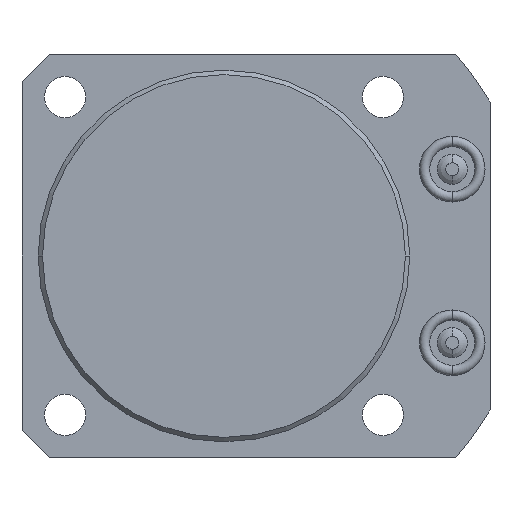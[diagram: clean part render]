
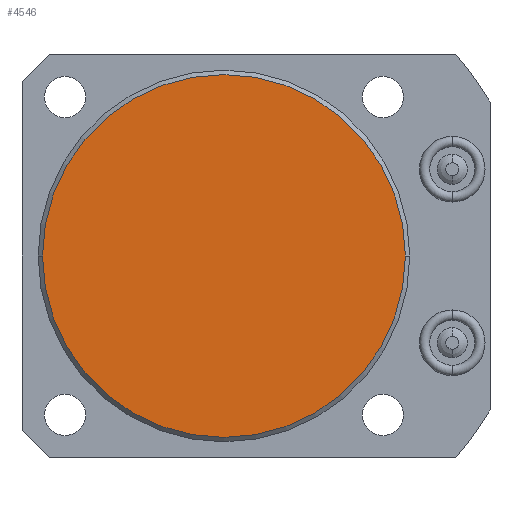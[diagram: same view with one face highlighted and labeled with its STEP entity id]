
A CAD part, front view. The second image highlights one B-rep face of the part: STEP entity #4546.
In plain terms, the highlighted planar face has unit normal (0, -1, 0).
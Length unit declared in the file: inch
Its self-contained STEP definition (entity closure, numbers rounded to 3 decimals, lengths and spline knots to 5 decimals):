
#216=CARTESIAN_POINT('',(0.,-2.5,0.));
#217=DIRECTION('',(0.,-1.,0.));
#218=DIRECTION('',(1.,0.,0.));
#219=AXIS2_PLACEMENT_3D('',#216,#217,#218);
#226=CARTESIAN_POINT('',(0.,-2.5,0.));
#227=DIRECTION('',(0.,-1.,0.));
#228=DIRECTION('',(-1.,0.,0.));
#229=AXIS2_PLACEMENT_3D('',#226,#227,#228);
#3701=CARTESIAN_POINT('',(1.2355,-2.5,0.));
#3702=CARTESIAN_POINT('',(-1.2355,-2.5,0.));
#3703=VERTEX_POINT('',#3701);
#3704=VERTEX_POINT('',#3702);
#4536=CARTESIAN_POINT('',(0.,-2.5,0.));
#4537=DIRECTION('',(0.,1.,0.));
#4538=DIRECTION('',(1.,0.,0.));
#4539=AXIS2_PLACEMENT_3D('',#4536,#4537,#4538);
#4540=PLANE('',#4539);
#4542=ORIENTED_EDGE('',*,*,#4541,.F.);
#4543=ORIENTED_EDGE('',*,*,#4526,.F.);
#4544=EDGE_LOOP('',(#4542,#4543));
#4545=FACE_OUTER_BOUND('',#4544,.F.);
#4546=ADVANCED_FACE('',(#4545),#4540,.F.);
#220=CIRCLE('',#219,1.2355);
#230=CIRCLE('',#229,1.2355);
#4526=EDGE_CURVE('',#3703,#3704,#220,.T.);
#4541=EDGE_CURVE('',#3704,#3703,#230,.T.);
